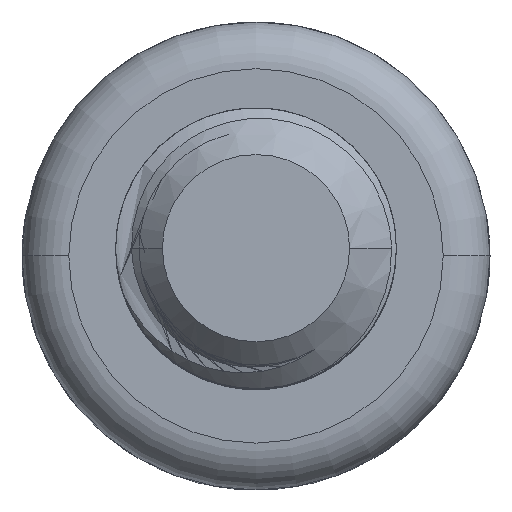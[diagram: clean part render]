
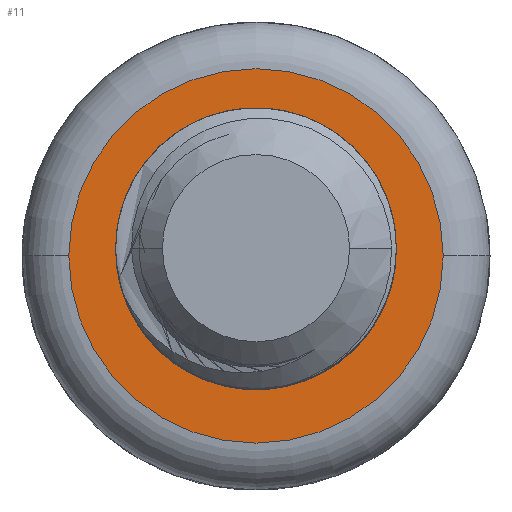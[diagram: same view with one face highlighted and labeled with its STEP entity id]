
A CAD part, top view. The second image highlights one B-rep face of the part: STEP entity #11.
In plain terms, the highlighted planar face has unit normal (0, 0, 1).
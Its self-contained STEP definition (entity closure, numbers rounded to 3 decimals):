
#11 = ADVANCED_FACE ( 'NONE', ( #3634, #1201 ), #347, .T. ) ;
#33 = DIRECTION ( 'NONE',  ( 0., 0., 1. ) ) ;
#88 = DIRECTION ( 'NONE',  ( 0., 0., 1. ) ) ;
#347 = PLANE ( 'NONE',  #3087 ) ;
#413 = CARTESIAN_POINT ( 'NONE',  ( 0.5, 0., 0.9 ) ) ;
#475 = EDGE_CURVE ( 'NONE', #1061, #2063, #920, .T. ) ;
#513 = AXIS2_PLACEMENT_3D ( 'NONE', #1780, #584, #898 ) ;
#584 = DIRECTION ( 'NONE',  ( 0., 0., 1. ) ) ;
#634 = CARTESIAN_POINT ( 'NONE',  ( 0., 0., 0.9 ) ) ;
#639 = ORIENTED_EDGE ( 'NONE', *, *, #475, .T. ) ;
#671 = CARTESIAN_POINT ( 'NONE',  ( -0.5, 0., 0.9 ) ) ;
#726 = EDGE_LOOP ( 'NONE', ( #2605, #639 ) ) ;
#825 = VERTEX_POINT ( 'NONE', #671 ) ;
#898 = DIRECTION ( 'NONE',  ( 1., 0., 0. ) ) ;
#911 = DIRECTION ( 'NONE',  ( 1., 0., 0. ) ) ;
#920 = CIRCLE ( 'NONE', #2184, 0.8 ) ;
#927 = ORIENTED_EDGE ( 'NONE', *, *, #2313, .F. ) ;
#1061 = VERTEX_POINT ( 'NONE', #3176 ) ;
#1201 = FACE_BOUND ( 'NONE', #1333, .T. ) ;
#1239 = DIRECTION ( 'NONE',  ( 0., 0., 1. ) ) ;
#1319 = CARTESIAN_POINT ( 'NONE',  ( 0., 0., 0.9 ) ) ;
#1332 = CIRCLE ( 'NONE', #513, 0.5 ) ;
#1333 = EDGE_LOOP ( 'NONE', ( #927, #2950 ) ) ;
#1406 = EDGE_CURVE ( 'NONE', #2324, #825, #1332, .T. ) ;
#1550 = CARTESIAN_POINT ( 'NONE',  ( 0., 0., 0.9 ) ) ;
#1555 = CIRCLE ( 'NONE', #1829, 0.8 ) ;
#1780 = CARTESIAN_POINT ( 'NONE',  ( 0., 0., 0.9 ) ) ;
#1829 = AXIS2_PLACEMENT_3D ( 'NONE', #1550, #3645, #2423 ) ;
#2063 = VERTEX_POINT ( 'NONE', #3490 ) ;
#2129 = AXIS2_PLACEMENT_3D ( 'NONE', #1319, #88, #3659 ) ;
#2184 = AXIS2_PLACEMENT_3D ( 'NONE', #2700, #33, #911 ) ;
#2313 = EDGE_CURVE ( 'NONE', #825, #2324, #3531, .T. ) ;
#2324 = VERTEX_POINT ( 'NONE', #413 ) ;
#2423 = DIRECTION ( 'NONE',  ( 1., 0., 0. ) ) ;
#2605 = ORIENTED_EDGE ( 'NONE', *, *, #3321, .T. ) ;
#2700 = CARTESIAN_POINT ( 'NONE',  ( 0., 0., 0.9 ) ) ;
#2729 = DIRECTION ( 'NONE',  ( 1., 0., 0. ) ) ;
#2950 = ORIENTED_EDGE ( 'NONE', *, *, #1406, .F. ) ;
#3087 = AXIS2_PLACEMENT_3D ( 'NONE', #634, #1239, #2729 ) ;
#3176 = CARTESIAN_POINT ( 'NONE',  ( -0.8, 0., 0.9 ) ) ;
#3321 = EDGE_CURVE ( 'NONE', #2063, #1061, #1555, .T. ) ;
#3490 = CARTESIAN_POINT ( 'NONE',  ( 0.8, 0., 0.9 ) ) ;
#3531 = CIRCLE ( 'NONE', #2129, 0.5 ) ;
#3634 = FACE_OUTER_BOUND ( 'NONE', #726, .T. ) ;
#3645 = DIRECTION ( 'NONE',  ( 0., 0., 1. ) ) ;
#3659 = DIRECTION ( 'NONE',  ( 1., 0., 0. ) ) ;
